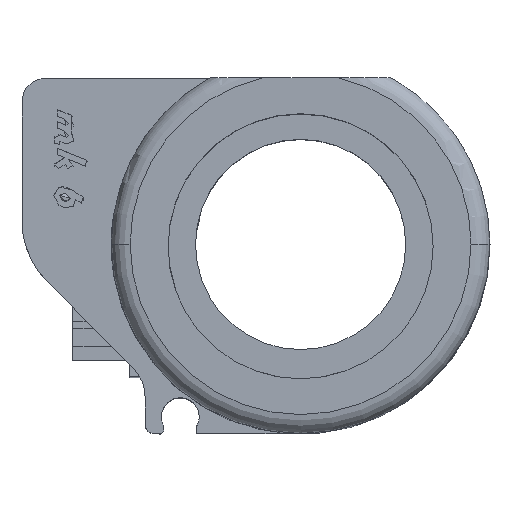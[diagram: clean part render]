
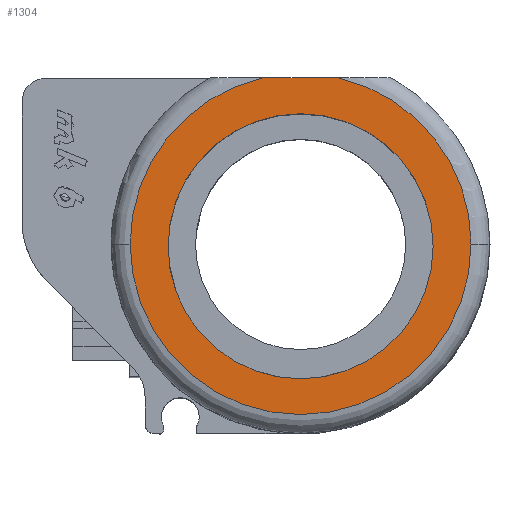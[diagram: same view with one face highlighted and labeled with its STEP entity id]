
A CAD part, top view. The second image highlights one B-rep face of the part: STEP entity #1304.
In plain terms, the highlighted planar face has unit normal (0, 0, 1).
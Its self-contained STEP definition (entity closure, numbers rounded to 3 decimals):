
#1304=ADVANCED_FACE('72:4704',(#2338,#2339),#2340,.T.);
#2338=FACE_BOUND('',#5313,.T.);
#2339=FACE_OUTER_BOUND('',#5314,.T.);
#2340=PLANE('',#5315);
#5313=EDGE_LOOP('',(#8390,#8391));
#5314=EDGE_LOOP('',(#8392,#8393,#8394,#8395));
#5315=AXIS2_PLACEMENT_3D('',#8396,#8397,#8398);
#8390=ORIENTED_EDGE('',*,*,#9395,.T.);
#8391=ORIENTED_EDGE('',*,*,#9396,.T.);
#8392=ORIENTED_EDGE('',*,*,#9281,.F.);
#8393=ORIENTED_EDGE('',*,*,#9987,.F.);
#8394=ORIENTED_EDGE('',*,*,#9275,.F.);
#8395=ORIENTED_EDGE('',*,*,#9988,.F.);
#8396=CARTESIAN_POINT('',(7.775,0.723,69.954));
#8397=DIRECTION('',(0.,0.,1.0));
#8398=DIRECTION('',(0.,-1.0,0.0));
#9275=EDGE_CURVE('73:430',#11179,#11182,#11183,.T.);
#9281=EDGE_CURVE('73:430',#11192,#11188,#11194,.T.);
#9395=EDGE_CURVE('77:435',#11407,#11414,#11416,.T.);
#9396=EDGE_CURVE('77:435',#11414,#11407,#11417,.T.);
#9987=EDGE_CURVE('72:4744',#11182,#11192,#12345,.F.);
#9988=EDGE_CURVE('73:430',#11188,#11179,#12346,.T.);
#11179=VERTEX_POINT('',#13124);
#11182=VERTEX_POINT('',#13127);
#11183=CIRCLE('',#13128,18.001);
#11188=VERTEX_POINT('',#13175);
#11192=VERTEX_POINT('',#13179);
#11194=CIRCLE('',#13223,18.001);
#11407=VERTEX_POINT('',#13583);
#11414=VERTEX_POINT('',#13607);
#11416=CIRCLE('',#13610,14.0);
#11417=CIRCLE('',#13611,14.0);
#12345=LINE('',#15683,#15684);
#12346=CIRCLE('',#15685,18.001);
#13124=CARTESIAN_POINT('',(-7.304,2.336,69.954));
#13127=CARTESIAN_POINT('',(6.685,19.884,69.954));
#13128=AXIS2_PLACEMENT_3D('',#15751,#15752,#15753);
#13175=CARTESIAN_POINT('',(28.699,2.336,69.954));
#13179=CARTESIAN_POINT('',(14.71,19.884,69.954));
#13223=AXIS2_PLACEMENT_3D('',#15763,#15764,#15765);
#13583=CARTESIAN_POINT('',(24.698,2.109,69.954));
#13607=CARTESIAN_POINT('',(-3.303,2.109,69.954));
#13610=AXIS2_PLACEMENT_3D('',#15973,#15974,#15975);
#13611=AXIS2_PLACEMENT_3D('',#15976,#15977,#15978);
#15683=CARTESIAN_POINT('',(-3.461,19.884,69.954));
#15684=VECTOR('',#16529,1.0);
#15685=AXIS2_PLACEMENT_3D('',#16530,#16531,#16532);
#15751=CARTESIAN_POINT('',(10.698,2.336,69.954));
#15752=DIRECTION('',(0.,0.,-1.0));
#15753=DIRECTION('',(0.,-1.0,0.));
#15763=CARTESIAN_POINT('',(10.698,2.336,69.954));
#15764=DIRECTION('',(0.,0.,-1.0));
#15765=DIRECTION('',(0.,-1.0,0.));
#15973=CARTESIAN_POINT('',(10.698,2.109,69.954));
#15974=DIRECTION('',(0.,0.,-1.0));
#15975=DIRECTION('',(1.0,0.0,0.));
#15976=CARTESIAN_POINT('',(10.698,2.109,69.954));
#15977=DIRECTION('',(0.,0.,-1.0));
#15978=DIRECTION('',(1.0,0.0,0.));
#16529=DIRECTION('',(-1.0,0.,0.));
#16530=CARTESIAN_POINT('',(10.698,2.336,69.954));
#16531=DIRECTION('',(0.,0.,-1.0));
#16532=DIRECTION('',(0.,-1.0,0.));
